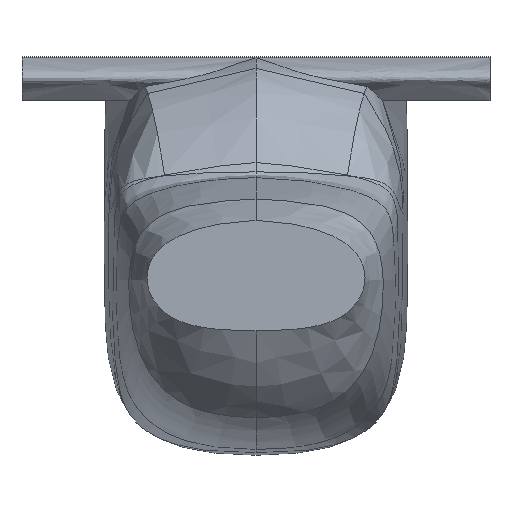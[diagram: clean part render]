
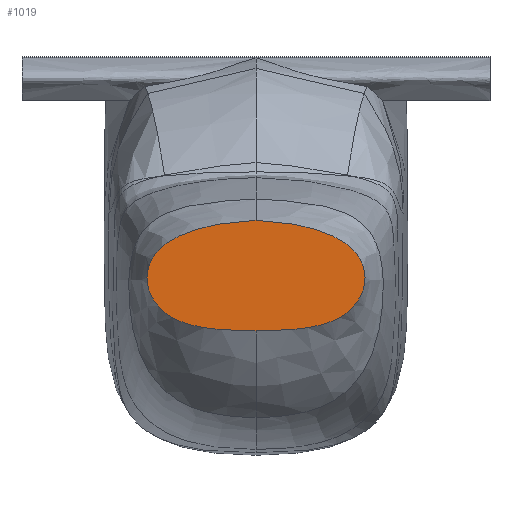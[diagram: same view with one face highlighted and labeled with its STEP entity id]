
A CAD part, front view. The second image highlights one B-rep face of the part: STEP entity #1019.
In plain terms, the highlighted planar face has unit normal (0, -1, 0).
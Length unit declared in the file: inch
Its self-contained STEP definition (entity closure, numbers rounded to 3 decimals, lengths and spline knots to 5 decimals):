
#178=PLANE('',#1108);
#202=FACE_OUTER_BOUND('',#270,.T.);
#270=EDGE_LOOP('',(#673,#674));
#337=(
BOUNDED_CURVE()
B_SPLINE_CURVE(5,(#1471,#1472,#1473,#1474,#1475,#1476,#1477,#1478,#1479,
#1480,#1481,#1482,#1483,#1484,#1485),.UNSPECIFIED.,.F.,.F.)
B_SPLINE_CURVE_WITH_KNOTS((6,1,1,1,1,1,1,1,1,1,6),(0.,0.1,0.2,0.3,0.4,0.5,
0.6,0.7,0.8,0.9,1.),.UNSPECIFIED.)
CURVE()
GEOMETRIC_REPRESENTATION_ITEM()
RATIONAL_B_SPLINE_CURVE((1.,1.,1.,1.,1.,1.,1.,1.,1.,1.,1.,1.,1.,1.,1.))
REPRESENTATION_ITEM('')
);
#342=(
BOUNDED_CURVE()
B_SPLINE_CURVE(5,(#1527,#1528,#1529,#1530,#1531,#1532,#1533,#1534,#1535,
#1536,#1537,#1538,#1539,#1540,#1541),.UNSPECIFIED.,.F.,.F.)
B_SPLINE_CURVE_WITH_KNOTS((6,1,1,1,1,1,1,1,1,1,6),(0.,0.1,0.2,0.3,0.4,0.5,
0.6,0.7,0.8,0.9,1.),.UNSPECIFIED.)
CURVE()
GEOMETRIC_REPRESENTATION_ITEM()
RATIONAL_B_SPLINE_CURVE((1.,1.,1.,1.,1.,1.,1.,1.,1.,1.,1.,1.,1.,1.,1.))
REPRESENTATION_ITEM('')
);
#396=VERTEX_POINT('',#1469);
#397=VERTEX_POINT('',#1470);
#506=EDGE_CURVE('',#396,#397,#337,.T.);
#511=EDGE_CURVE('',#396,#397,#342,.T.);
#673=ORIENTED_EDGE('',*,*,#506,.F.);
#674=ORIENTED_EDGE('',*,*,#511,.T.);
#1019=ADVANCED_FACE('',(#202),#178,.F.);
#1108=AXIS2_PLACEMENT_3D('',#1526,#1136,#1137);
#1136=DIRECTION('center_axis',(0.,1.,0.));
#1137=DIRECTION('ref_axis',(0.,0.,1.));
#1469=CARTESIAN_POINT('',(0.,-32.15,8.51604));
#1470=CARTESIAN_POINT('',(0.,-32.15,-7.26386));
#1471=CARTESIAN_POINT('Ctrl Pts',(0.,-32.15,8.51604));
#1472=CARTESIAN_POINT('Ctrl Pts',(0.52658,-32.15,8.51127));
#1473=CARTESIAN_POINT('Ctrl Pts',(1.72215,-32.15,8.4621));
#1474=CARTESIAN_POINT('Ctrl Pts',(3.94218,-32.15,8.26882));
#1475=CARTESIAN_POINT('Ctrl Pts',(7.54329,-32.15,7.70576));
#1476=CARTESIAN_POINT('Ctrl Pts',(11.97856,-32.15,6.16786));
#1477=CARTESIAN_POINT('Ctrl Pts',(15.14343,-32.15,3.63658));
#1478=CARTESIAN_POINT('Ctrl Pts',(16.07402,-32.15,0.17207));
#1479=CARTESIAN_POINT('Ctrl Pts',(14.8794,-32.15,-3.22084));
#1480=CARTESIAN_POINT('Ctrl Pts',(12.3603,-32.15,-5.50551));
#1481=CARTESIAN_POINT('Ctrl Pts',(8.87528,-32.15,-6.72776));
#1482=CARTESIAN_POINT('Ctrl Pts',(5.5726,-32.15,-7.0847));
#1483=CARTESIAN_POINT('Ctrl Pts',(2.86825,-32.15,-7.20536));
#1484=CARTESIAN_POINT('Ctrl Pts',(0.97174,-32.15,-7.25021));
#1485=CARTESIAN_POINT('Ctrl Pts',(0.,-32.15,-7.26386));
#1526=CARTESIAN_POINT('Origin',(5.97213,-32.15,0.48731));
#1527=CARTESIAN_POINT('Ctrl Pts',(0.,-32.15,8.51604));
#1528=CARTESIAN_POINT('Ctrl Pts',(-0.52658,-32.15,8.51127));
#1529=CARTESIAN_POINT('Ctrl Pts',(-1.72215,-32.15,8.4621));
#1530=CARTESIAN_POINT('Ctrl Pts',(-3.94218,-32.15,8.26882));
#1531=CARTESIAN_POINT('Ctrl Pts',(-7.54329,-32.15,7.70576));
#1532=CARTESIAN_POINT('Ctrl Pts',(-11.97856,-32.15,6.16786));
#1533=CARTESIAN_POINT('Ctrl Pts',(-15.14343,-32.15,3.63658));
#1534=CARTESIAN_POINT('Ctrl Pts',(-16.07402,-32.15,0.17207));
#1535=CARTESIAN_POINT('Ctrl Pts',(-14.8794,-32.15,-3.22084));
#1536=CARTESIAN_POINT('Ctrl Pts',(-12.3603,-32.15,-5.50551));
#1537=CARTESIAN_POINT('Ctrl Pts',(-8.87528,-32.15,-6.72776));
#1538=CARTESIAN_POINT('Ctrl Pts',(-5.5726,-32.15,-7.0847));
#1539=CARTESIAN_POINT('Ctrl Pts',(-2.86825,-32.15,-7.20536));
#1540=CARTESIAN_POINT('Ctrl Pts',(-0.97174,-32.15,-7.25021));
#1541=CARTESIAN_POINT('Ctrl Pts',(0.,-32.15,-7.26386));
